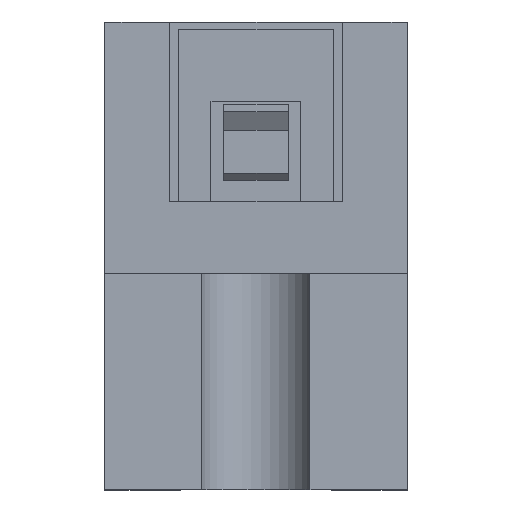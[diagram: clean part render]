
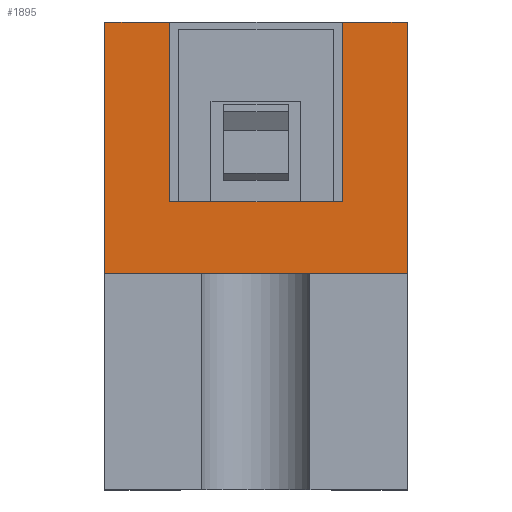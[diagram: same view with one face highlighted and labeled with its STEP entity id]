
A CAD part, left-side view. The second image highlights one B-rep face of the part: STEP entity #1895.
In plain terms, the highlighted planar face has unit normal (-1, 0, 0).
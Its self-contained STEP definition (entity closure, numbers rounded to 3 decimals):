
#1895 = ADVANCED_FACE( '', ( #3750 ), #3751, .T. );
#3750 = FACE_OUTER_BOUND( '', #5751, .T. );
#3751 = PLANE( '', #5752 );
#5751 = EDGE_LOOP( '', ( #10484, #10485, #10486, #10487, #10488, #10489, #10490, #10491 ) );
#5752 = AXIS2_PLACEMENT_3D( '', #10492, #10493, #10494 );
#10484 = ORIENTED_EDGE( '', *, *, #14775, .F. );
#10485 = ORIENTED_EDGE( '', *, *, #14776, .T. );
#10486 = ORIENTED_EDGE( '', *, *, #14412, .T. );
#10487 = ORIENTED_EDGE( '', *, *, #13168, .T. );
#10488 = ORIENTED_EDGE( '', *, *, #14319, .F. );
#10489 = ORIENTED_EDGE( '', *, *, #14503, .T. );
#10490 = ORIENTED_EDGE( '', *, *, #14128, .T. );
#10491 = ORIENTED_EDGE( '', *, *, #13164, .T. );
#10492 = CARTESIAN_POINT( '', ( -26.74, -4.2, -5. ) );
#10493 = DIRECTION( '', ( -1., 0., 0. ) );
#10494 = DIRECTION( '', ( 0., 0., 1. ) );
#13164 = EDGE_CURVE( '', #16024, #16025, #16026, .T. );
#13168 = EDGE_CURVE( '', #16033, #16031, #16034, .T. );
#14128 = EDGE_CURVE( '', #17588, #16024, #17589, .T. );
#14319 = EDGE_CURVE( '', #17861, #16031, #17863, .T. );
#14412 = EDGE_CURVE( '', #17989, #16033, #17990, .T. );
#14503 = EDGE_CURVE( '', #17861, #17588, #18114, .T. );
#14775 = EDGE_CURVE( '', #18463, #16025, #18464, .T. );
#14776 = EDGE_CURVE( '', #18463, #17989, #18465, .T. );
#16024 = VERTEX_POINT( '', #20095 );
#16025 = VERTEX_POINT( '', #20096 );
#16026 = LINE( '', #20097, #20098 );
#16031 = VERTEX_POINT( '', #20105 );
#16033 = VERTEX_POINT( '', #20108 );
#16034 = LINE( '', #20109, #20110 );
#17588 = VERTEX_POINT( '', #22401 );
#17589 = LINE( '', #22402, #22403 );
#17861 = VERTEX_POINT( '', #22809 );
#17863 = LINE( '', #22812, #22813 );
#17989 = VERTEX_POINT( '', #23000 );
#17990 = LINE( '', #23001, #23002 );
#18114 = LINE( '', #23189, #23190 );
#18463 = VERTEX_POINT( '', #23714 );
#18464 = LINE( '', #23715, #23716 );
#18465 = LINE( '', #23717, #23718 );
#20095 = CARTESIAN_POINT( '', ( -26.74, 2.4, 5. ) );
#20096 = CARTESIAN_POINT( '', ( -26.74, 4.2, 5. ) );
#20097 = CARTESIAN_POINT( '', ( -26.74, -4.2, 5. ) );
#20098 = VECTOR( '', #24946, 1000. );
#20105 = CARTESIAN_POINT( '', ( -26.74, -2.4, 5. ) );
#20108 = CARTESIAN_POINT( '', ( -26.74, -4.2, 5. ) );
#20109 = CARTESIAN_POINT( '', ( -26.74, -4.2, 5. ) );
#20110 = VECTOR( '', #24950, 1000. );
#22401 = CARTESIAN_POINT( '', ( -26.74, 2.4, 0. ) );
#22402 = CARTESIAN_POINT( '', ( -26.74, 2.4, 0. ) );
#22403 = VECTOR( '', #25835, 1000. );
#22809 = CARTESIAN_POINT( '', ( -26.74, -2.4, 0. ) );
#22812 = CARTESIAN_POINT( '', ( -26.74, -2.4, 0. ) );
#22813 = VECTOR( '', #25986, 1000. );
#23000 = CARTESIAN_POINT( '', ( -26.74, -4.2, -2. ) );
#23001 = CARTESIAN_POINT( '', ( -26.74, -4.2, -5. ) );
#23002 = VECTOR( '', #26057, 1000. );
#23189 = CARTESIAN_POINT( '', ( -26.74, -2.4, 0. ) );
#23190 = VECTOR( '', #26130, 1000. );
#23714 = CARTESIAN_POINT( '', ( -26.74, 4.2, -2. ) );
#23715 = CARTESIAN_POINT( '', ( -26.74, 4.2, -5. ) );
#23716 = VECTOR( '', #26327, 1000. );
#23717 = CARTESIAN_POINT( '', ( -26.74, 4.2, -2. ) );
#23718 = VECTOR( '', #26328, 1000. );
#24946 = DIRECTION( '', ( 0., 1., 0. ) );
#24950 = DIRECTION( '', ( 0., 1., 0. ) );
#25835 = DIRECTION( '', ( 0., 0., 1. ) );
#25986 = DIRECTION( '', ( 0., 0., 1. ) );
#26057 = DIRECTION( '', ( 0., 0., 1. ) );
#26130 = DIRECTION( '', ( 0., 1., 0. ) );
#26327 = DIRECTION( '', ( 0., 0., 1. ) );
#26328 = DIRECTION( '', ( 0., -1., 0. ) );
